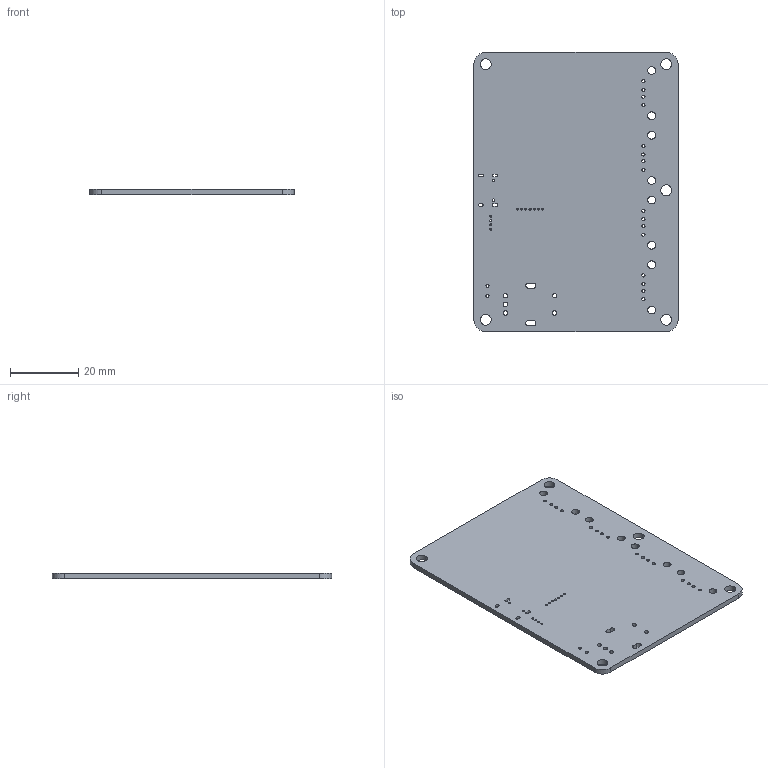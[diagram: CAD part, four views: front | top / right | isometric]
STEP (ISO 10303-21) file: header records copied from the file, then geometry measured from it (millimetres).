
FILE_DESCRIPTION(('Designed by EasyEDA Pro'),'2;1');
FILE_NAME('Open CASCADE Shape Model','2024-09-05T19:02:14',('Author'),( 'Open CASCADE'),'Open CASCADE STEP processor 7.8','Open CASCADE 7.8' ,'Unknown');
FILE_SCHEMA(('AUTOMOTIVE_DESIGN { 1 0 10303 214 1 1 1 1 }'));
Length unit declared in the file: millimetre
Products named in the file (4): PCBModel; TopTrack; BottomTrack; Board
Assembly tree (3 placements, depth 2):
  PCBModel
    TopTrack
    BottomTrack
    Board
Bounding box: 59.97 x 81.97 x 1.59 mm (x, y, z)
Volume: 7609.9 mm3; surface area: 10412 mm2
Topology: 1 solids, 1 shells, 132 faces, 390 edges, 260 vertices
Faces by surface type: cylinder 114, plane 18
Entity records: 5748 total; most frequent: DIRECTION 890, CARTESIAN_POINT 786, ORIENTED_EDGE 780, EDGE_CURVE 390, AXIS2_PLACEMENT_3D 364, VERTEX_POINT 260, FACE_BOUND 242, EDGE_LOOP 242
